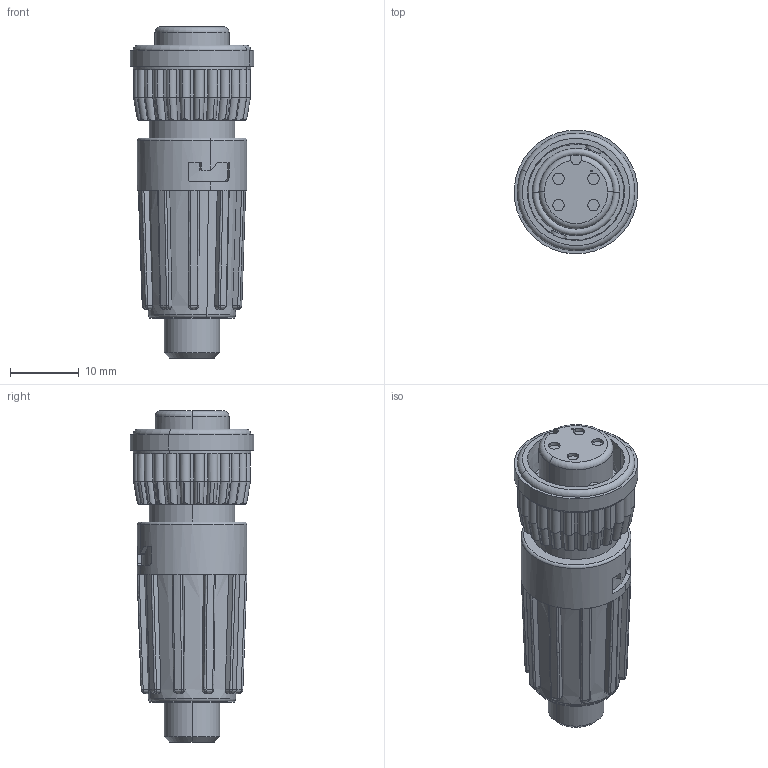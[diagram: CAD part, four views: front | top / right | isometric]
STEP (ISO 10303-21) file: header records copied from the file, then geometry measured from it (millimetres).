
FILE_DESCRIPTION (( 'STEP AP203' ), '1' );
FILE_NAME ('6280-4SG-522.STEP', '2014-03-28T16:53:02', ( '' ), ( '' ), 'SwSTEP 2.0', 'SolidWorks 2014', '' );
FILE_SCHEMA (( 'CONFIG_CONTROL_DESIGN' ));
Length unit declared in the file: inch
Products named in the file (1): 6280-4SG-522
Bounding box: 18.02 x 18.02 x 48.36 mm (x, y, z)
Volume: 6980.2 mm3; surface area: 3770 mm2
Topology: 1 solids, 1 shells, 455 faces, 1219 edges, 758 vertices
Faces by surface type: cylinder 203, plane 103, bspline 80, torus 36, cone 32, sphere 1
Entity records: 21741 total; most frequent: CARTESIAN_POINT 11762, ORIENTED_EDGE 2392, DIRECTION 1736, EDGE_CURVE 1196, VERTEX_POINT 756, AXIS2_PLACEMENT_3D 700, EDGE_LOOP 468, ADVANCED_FACE 455
